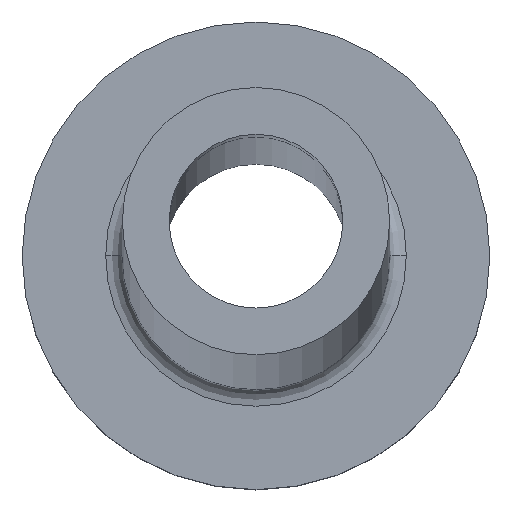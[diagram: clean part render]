
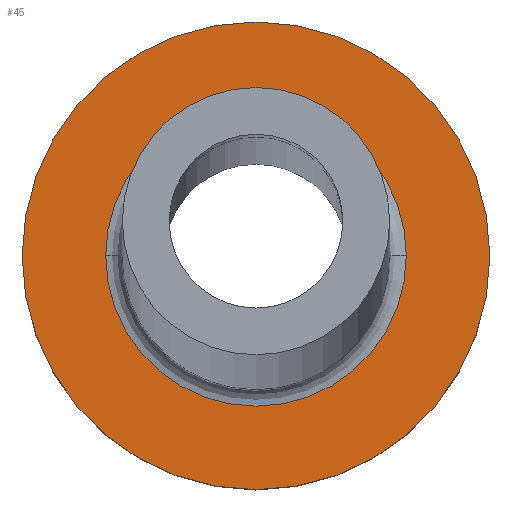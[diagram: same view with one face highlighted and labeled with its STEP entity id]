
A CAD part, top view. The second image highlights one B-rep face of the part: STEP entity #45.
In plain terms, the highlighted planar face has unit normal (0, 0, 1).
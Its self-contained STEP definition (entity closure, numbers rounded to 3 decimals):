
#3 = CARTESIAN_POINT ( 'NONE',  ( 0., 0., 5. ) ) ;
#4 = DIRECTION ( 'NONE',  ( 1., 0., 0. ) ) ;
#10 = FACE_OUTER_BOUND ( 'NONE', #52, .T. ) ;
#15 = ORIENTED_EDGE ( 'NONE', *, *, #270, .T. ) ;
#17 = AXIS2_PLACEMENT_3D ( 'NONE', #286, #24, #249 ) ;
#20 = VERTEX_POINT ( 'NONE', #28 ) ;
#24 = DIRECTION ( 'NONE',  ( 0., 0., 1. ) ) ;
#28 = CARTESIAN_POINT ( 'NONE',  ( -4.5, 0., 5. ) ) ;
#42 = CARTESIAN_POINT ( 'NONE',  ( 0., 0., 5. ) ) ;
#44 = CARTESIAN_POINT ( 'NONE',  ( 0., 0., 5. ) ) ;
#45 = ADVANCED_FACE ( 'NONE', ( #409, #10 ), #79, .T. ) ;
#52 = EDGE_LOOP ( 'NONE', ( #322, #398 ) ) ;
#58 = CIRCLE ( 'NONE', #220, 7. ) ;
#79 = PLANE ( 'NONE',  #415 ) ;
#114 = DIRECTION ( 'NONE',  ( 0., 0., -1. ) ) ;
#126 = EDGE_LOOP ( 'NONE', ( #278, #15 ) ) ;
#153 = CIRCLE ( 'NONE', #162, 4.5 ) ;
#156 = VERTEX_POINT ( 'NONE', #232 ) ;
#162 = AXIS2_PLACEMENT_3D ( 'NONE', #44, #335, #428 ) ;
#165 = EDGE_CURVE ( 'NONE', #156, #20, #192, .T. ) ;
#172 = CARTESIAN_POINT ( 'NONE',  ( -7., 0., 5. ) ) ;
#181 = DIRECTION ( 'NONE',  ( 0., 0., 1. ) ) ;
#190 = CARTESIAN_POINT ( 'NONE',  ( 7., 0., 5. ) ) ;
#192 = CIRCLE ( 'NONE', #451, 4.5 ) ;
#208 = DIRECTION ( 'NONE',  ( 1., 0., 0. ) ) ;
#220 = AXIS2_PLACEMENT_3D ( 'NONE', #315, #450, #208 ) ;
#232 = CARTESIAN_POINT ( 'NONE',  ( 4.5, 0., 5. ) ) ;
#236 = VERTEX_POINT ( 'NONE', #190 ) ;
#249 = DIRECTION ( 'NONE',  ( 1., 0., 0. ) ) ;
#270 = EDGE_CURVE ( 'NONE', #20, #156, #153, .T. ) ;
#278 = ORIENTED_EDGE ( 'NONE', *, *, #165, .T. ) ;
#286 = CARTESIAN_POINT ( 'NONE',  ( 0., 0., 5. ) ) ;
#315 = CARTESIAN_POINT ( 'NONE',  ( 0., 0., 5. ) ) ;
#322 = ORIENTED_EDGE ( 'NONE', *, *, #365, .T. ) ;
#326 = CIRCLE ( 'NONE', #17, 7. ) ;
#335 = DIRECTION ( 'NONE',  ( 0., 0., -1. ) ) ;
#343 = EDGE_CURVE ( 'NONE', #236, #416, #326, .T. ) ;
#365 = EDGE_CURVE ( 'NONE', #416, #236, #58, .T. ) ;
#398 = ORIENTED_EDGE ( 'NONE', *, *, #343, .T. ) ;
#409 = FACE_BOUND ( 'NONE', #126, .T. ) ;
#415 = AXIS2_PLACEMENT_3D ( 'NONE', #42, #181, #4 ) ;
#416 = VERTEX_POINT ( 'NONE', #172 ) ;
#419 = DIRECTION ( 'NONE',  ( 1., 0., 0. ) ) ;
#428 = DIRECTION ( 'NONE',  ( 1., 0., 0. ) ) ;
#450 = DIRECTION ( 'NONE',  ( 0., 0., 1. ) ) ;
#451 = AXIS2_PLACEMENT_3D ( 'NONE', #3, #114, #419 ) ;
